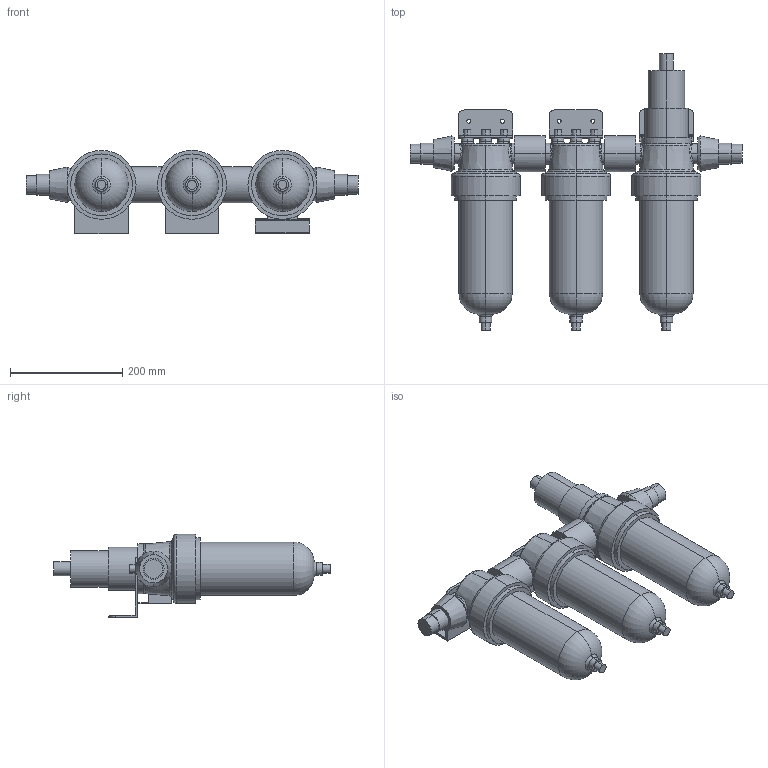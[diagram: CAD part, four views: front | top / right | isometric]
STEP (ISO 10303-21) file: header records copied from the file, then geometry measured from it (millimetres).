
FILE_DESCRIPTION (( 'STEP AP214' ), '1' );
FILE_NAME ('Cintropur UV2100-TRIO Web Light.STEP', '2018-12-19T14:17:06', ( '' ), ( '' ), 'SwSTEP 2.0', 'SolidWorks 2018', '' );
FILE_SCHEMA (( 'AUTOMOTIVE_DESIGN' ));
Length unit declared in the file: millimetre
Products named in the file (2): Cintropur UV2100-TRIO Web Light
Bounding box: 591 x 492.5 x 148.4 mm (x, y, z)
Volume: 8323373.4 mm3; surface area: 512144.9 mm2
Topology: 1 solids, 1 shells, 364 faces, 893 edges, 543 vertices
Faces by surface type: cylinder 127, bspline 80, plane 77, torus 48, cone 20, sphere 12
Entity records: 16594 total; most frequent: CARTESIAN_POINT 6748, ORIENTED_EDGE 1762, DIRECTION 1737, EDGE_CURVE 881, AXIS2_PLACEMENT_3D 756, VERTEX_POINT 543, CIRCLE 470, EDGE_LOOP 412
